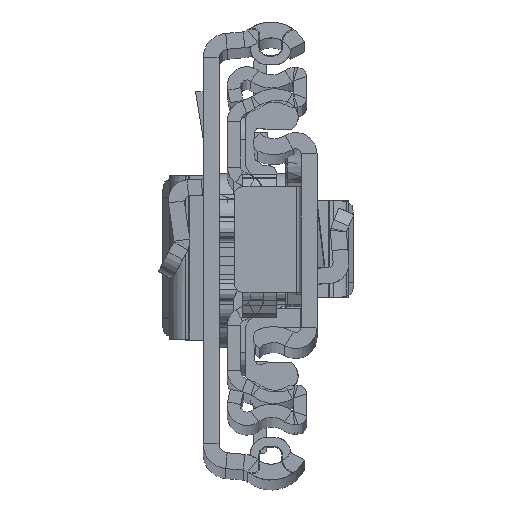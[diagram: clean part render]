
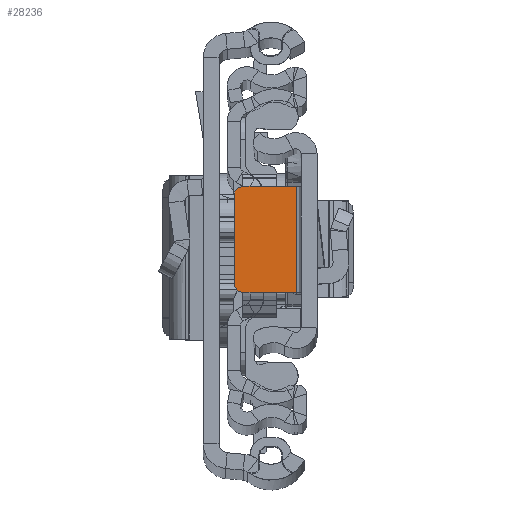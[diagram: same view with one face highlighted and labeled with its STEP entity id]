
A CAD part, top view. The second image highlights one B-rep face of the part: STEP entity #28236.
In plain terms, the highlighted planar face has unit normal (0, 0, 1).
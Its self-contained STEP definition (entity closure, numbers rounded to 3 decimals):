
#1374 = LINE ( 'NONE', #7744, #12343 ) ;
#2059 = CARTESIAN_POINT ( 'NONE',  ( -2.3, 6.151, -6.8 ) ) ;
#2749 = CARTESIAN_POINT ( 'NONE',  ( 0., 0., -6.8 ) ) ;
#2784 = DIRECTION ( 'NONE',  ( -1., 0., 0. ) ) ;
#2888 = DIRECTION ( 'NONE',  ( 0., -1., 0. ) ) ;
#3561 = CARTESIAN_POINT ( 'NONE',  ( -8.4, 6.151, -6.8 ) ) ;
#4156 = CARTESIAN_POINT ( 'NONE',  ( -2.3, -5.849, -6.8 ) ) ;
#4321 = LINE ( 'NONE', #2059, #27849 ) ;
#4663 = CIRCLE ( 'NONE', #11946, 1. ) ;
#4673 = VERTEX_POINT ( 'NONE', #4156 ) ;
#4884 = LINE ( 'NONE', #23046, #7561 ) ;
#5096 = CARTESIAN_POINT ( 'NONE',  ( -2.3, 6.151, -6.8 ) ) ;
#5340 = LINE ( 'NONE', #28351, #26702 ) ;
#5802 = CIRCLE ( 'NONE', #8241, 1. ) ;
#6145 = CARTESIAN_POINT ( 'NONE',  ( -8.4, 5.151, -6.8 ) ) ;
#6840 = CARTESIAN_POINT ( 'NONE',  ( -9.4, 5.151, -6.8 ) ) ;
#7561 = VECTOR ( 'NONE', #2784, 1000. ) ;
#7587 = EDGE_CURVE ( 'NONE', #14275, #29307, #5802, .T. ) ;
#7744 = CARTESIAN_POINT ( 'NONE',  ( -1.8, 6.151, -6.8 ) ) ;
#8241 = AXIS2_PLACEMENT_3D ( 'NONE', #6145, #24616, #24751 ) ;
#8526 = CARTESIAN_POINT ( 'NONE',  ( -9.4, -4.849, -6.8 ) ) ;
#8638 = VERTEX_POINT ( 'NONE', #8526 ) ;
#9496 = AXIS2_PLACEMENT_3D ( 'NONE', #2749, #23767, #9851 ) ;
#9851 = DIRECTION ( 'NONE',  ( 1., 0., 0. ) ) ;
#10807 = ORIENTED_EDGE ( 'NONE', *, *, #7587, .T. ) ;
#11946 = AXIS2_PLACEMENT_3D ( 'NONE', #19619, #26437, #15251 ) ;
#12343 = VECTOR ( 'NONE', #26322, 1000. ) ;
#12759 = ORIENTED_EDGE ( 'NONE', *, *, #27601, .F. ) ;
#14275 = VERTEX_POINT ( 'NONE', #3561 ) ;
#14865 = ORIENTED_EDGE ( 'NONE', *, *, #22242, .F. ) ;
#15251 = DIRECTION ( 'NONE',  ( 1., 0., 0. ) ) ;
#15772 = EDGE_CURVE ( 'NONE', #8638, #29307, #5340, .T. ) ;
#16372 = CARTESIAN_POINT ( 'NONE',  ( -8.4, -5.849, -6.8 ) ) ;
#16709 = DIRECTION ( 'NONE',  ( 0., 1., 0. ) ) ;
#19068 = PLANE ( 'NONE',  #9496 ) ;
#19619 = CARTESIAN_POINT ( 'NONE',  ( -8.4, -4.849, -6.8 ) ) ;
#20535 = EDGE_CURVE ( 'NONE', #14275, #21521, #1374, .T. ) ;
#21521 = VERTEX_POINT ( 'NONE', #5096 ) ;
#22242 = EDGE_CURVE ( 'NONE', #21521, #4673, #4321, .T. ) ;
#23046 = CARTESIAN_POINT ( 'NONE',  ( -9.4, -5.849, -6.8 ) ) ;
#23219 = ORIENTED_EDGE ( 'NONE', *, *, #28759, .T. ) ;
#23459 = FACE_OUTER_BOUND ( 'NONE', #26235, .T. ) ;
#23767 = DIRECTION ( 'NONE',  ( 0., 0., 1. ) ) ;
#24339 = ORIENTED_EDGE ( 'NONE', *, *, #20535, .F. ) ;
#24616 = DIRECTION ( 'NONE',  ( 0., 0., 1. ) ) ;
#24751 = DIRECTION ( 'NONE',  ( 1., 0., 0. ) ) ;
#26235 = EDGE_LOOP ( 'NONE', ( #28113, #23219, #12759, #14865, #24339, #10807 ) ) ;
#26322 = DIRECTION ( 'NONE',  ( 1., 0., 0. ) ) ;
#26437 = DIRECTION ( 'NONE',  ( 0., 0., 1. ) ) ;
#26702 = VECTOR ( 'NONE', #16709, 1000. ) ;
#27601 = EDGE_CURVE ( 'NONE', #4673, #29308, #4884, .T. ) ;
#27849 = VECTOR ( 'NONE', #2888, 1000. ) ;
#28113 = ORIENTED_EDGE ( 'NONE', *, *, #15772, .F. ) ;
#28236 = ADVANCED_FACE ( 'NONE', ( #23459 ), #19068, .T. ) ;
#28351 = CARTESIAN_POINT ( 'NONE',  ( -9.4, 6.151, -6.8 ) ) ;
#28759 = EDGE_CURVE ( 'NONE', #8638, #29308, #4663, .T. ) ;
#29307 = VERTEX_POINT ( 'NONE', #6840 ) ;
#29308 = VERTEX_POINT ( 'NONE', #16372 ) ;
